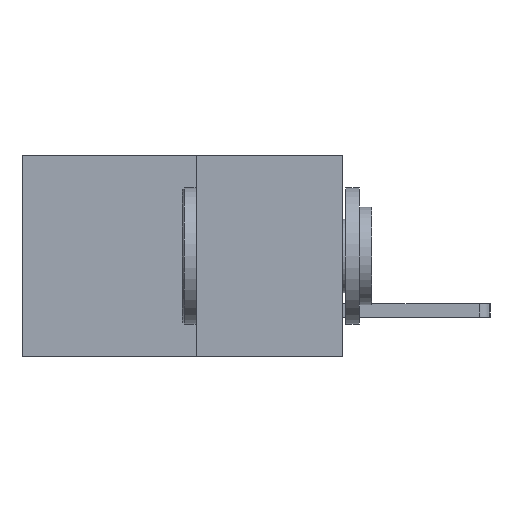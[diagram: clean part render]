
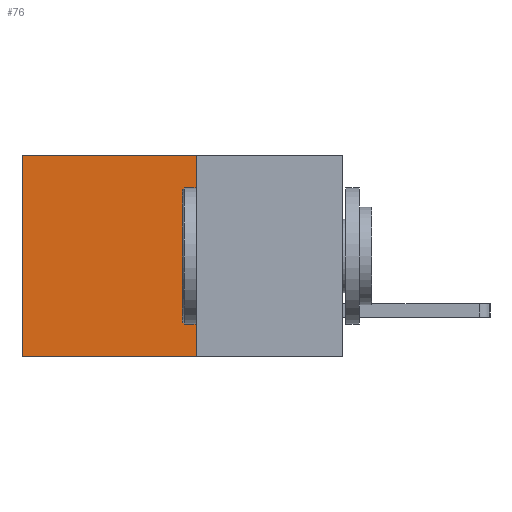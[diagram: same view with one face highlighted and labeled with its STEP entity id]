
A CAD part, left-side view. The second image highlights one B-rep face of the part: STEP entity #76.
In plain terms, the highlighted planar face has unit normal (-1, 0, 0).
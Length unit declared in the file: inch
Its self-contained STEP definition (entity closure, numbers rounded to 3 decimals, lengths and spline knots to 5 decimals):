
#76 = ADVANCED_FACE ( 'NONE', ( #10585 ), #3264, .F. ) ;
#92 = EDGE_CURVE ( 'NONE', #7130, #4112, #11111, .T. ) ;
#217 = CARTESIAN_POINT ( 'NONE',  ( 0.277, 0.27, -0.37 ) ) ;
#639 = ORIENTED_EDGE ( 'NONE', *, *, #92, .F. ) ;
#843 = LINE ( 'NONE', #3555, #10207 ) ;
#1075 = CARTESIAN_POINT ( 'NONE',  ( 0.277, 0.27, 0. ) ) ;
#1247 = AXIS2_PLACEMENT_3D ( 'NONE', #3242, #8644, #6579 ) ;
#1940 = DIRECTION ( 'NONE',  ( 0., 0., -1. ) ) ;
#2066 = DIRECTION ( 'NONE',  ( 0., 0., -1. ) ) ;
#2093 = CARTESIAN_POINT ( 'NONE',  ( 0.277, 0.59, -0.37 ) ) ;
#3170 = EDGE_CURVE ( 'NONE', #7408, #10861, #10116, .T. ) ;
#3213 = DIRECTION ( 'NONE',  ( 0., 1., 0. ) ) ;
#3242 = CARTESIAN_POINT ( 'NONE',  ( 0.277, 0.27, -0.37 ) ) ;
#3264 = PLANE ( 'NONE',  #1247 ) ;
#3403 = ORIENTED_EDGE ( 'NONE', *, *, #7294, .T. ) ;
#3425 = CARTESIAN_POINT ( 'NONE',  ( 0.277, 0.59, 0. ) ) ;
#3426 = VECTOR ( 'NONE', #2066, 39.37008 ) ;
#3526 = DIRECTION ( 'NONE',  ( 0., 1., 0. ) ) ;
#3555 = CARTESIAN_POINT ( 'NONE',  ( 0.277, 0.27, -0.37 ) ) ;
#4112 = VERTEX_POINT ( 'NONE', #11009 ) ;
#4970 = ORIENTED_EDGE ( 'NONE', *, *, #5182, .F. ) ;
#5182 = EDGE_CURVE ( 'NONE', #4112, #10861, #843, .T. ) ;
#5364 = VECTOR ( 'NONE', #3213, 39.37008 ) ;
#5645 = LINE ( 'NONE', #10410, #5364 ) ;
#6457 = CARTESIAN_POINT ( 'NONE',  ( 0.277, 0.59, -0.37 ) ) ;
#6579 = DIRECTION ( 'NONE',  ( 0., 0., -1. ) ) ;
#7130 = VERTEX_POINT ( 'NONE', #1075 ) ;
#7294 = EDGE_CURVE ( 'NONE', #7130, #7408, #5645, .T. ) ;
#7408 = VERTEX_POINT ( 'NONE', #3425 ) ;
#8644 = DIRECTION ( 'NONE',  ( 1., 0., 0. ) ) ;
#8786 = EDGE_LOOP ( 'NONE', ( #9455, #4970, #639, #3403 ) ) ;
#9455 = ORIENTED_EDGE ( 'NONE', *, *, #3170, .T. ) ;
#9558 = VECTOR ( 'NONE', #1940, 39.37008 ) ;
#10116 = LINE ( 'NONE', #2093, #9558 ) ;
#10207 = VECTOR ( 'NONE', #3526, 39.37008 ) ;
#10410 = CARTESIAN_POINT ( 'NONE',  ( 0.277, 0.27, 0. ) ) ;
#10585 = FACE_OUTER_BOUND ( 'NONE', #8786, .T. ) ;
#10861 = VERTEX_POINT ( 'NONE', #6457 ) ;
#11009 = CARTESIAN_POINT ( 'NONE',  ( 0.277, 0.27, -0.37 ) ) ;
#11111 = LINE ( 'NONE', #217, #3426 ) ;
